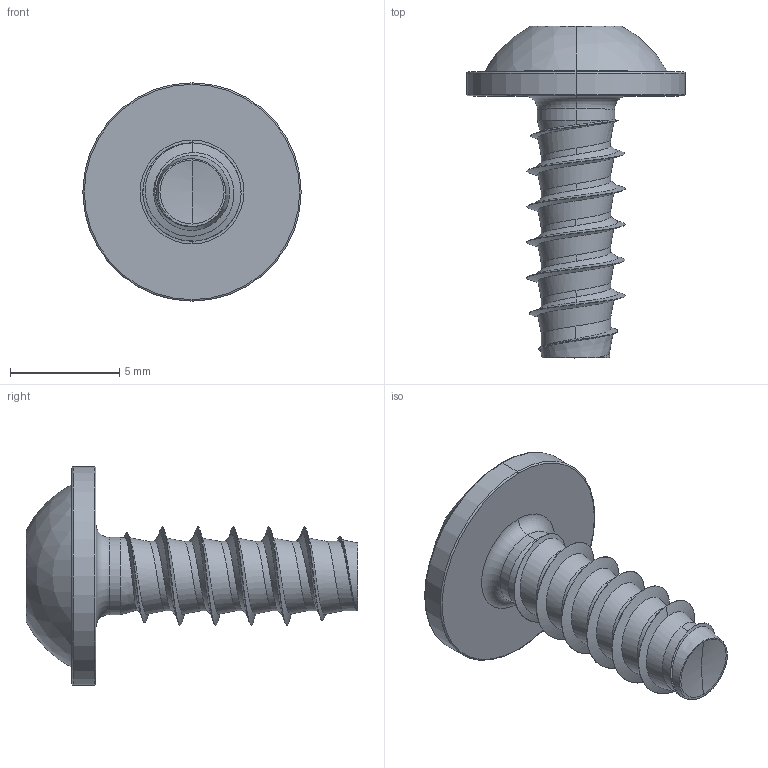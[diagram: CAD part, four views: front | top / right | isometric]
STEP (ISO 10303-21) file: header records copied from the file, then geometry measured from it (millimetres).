
FILE_DESCRIPTION (( 'STEP AP203' ), '1' );
FILE_NAME ('STP380450120.STEP', '2017-08-15T17:53:57', ( '' ), ( '' ), 'SwSTEP 2.0', 'SolidWorks 2015', '' );
FILE_SCHEMA (( 'CONFIG_CONTROL_DESIGN' ));
Length unit declared in the file: millimetre
Products named in the file (1): STP380450120
Bounding box: 10 x 15.2 x 10 mm (x, y, z)
Volume: 255.6 mm3; surface area: 415.6 mm2
Topology: 1 solids, 1 shells, 101 faces, 245 edges, 147 vertices
Faces by surface type: cylinder 39, bspline 35, cone 12, torus 8, sphere 4, plane 3
Entity records: 15913 total; most frequent: CARTESIAN_POINT 13820, ORIENTED_EDGE 486, DIRECTION 329, EDGE_CURVE 243, VERTEX_POINT 147, AXIS2_PLACEMENT_3D 137, B_SPLINE_CURVE_WITH_KNOTS 105, EDGE_LOOP 104
